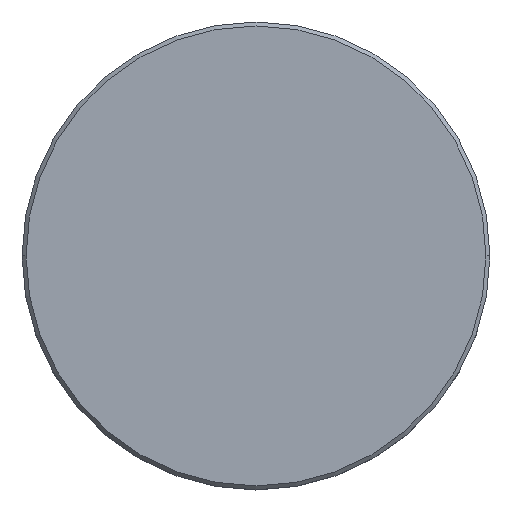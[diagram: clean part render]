
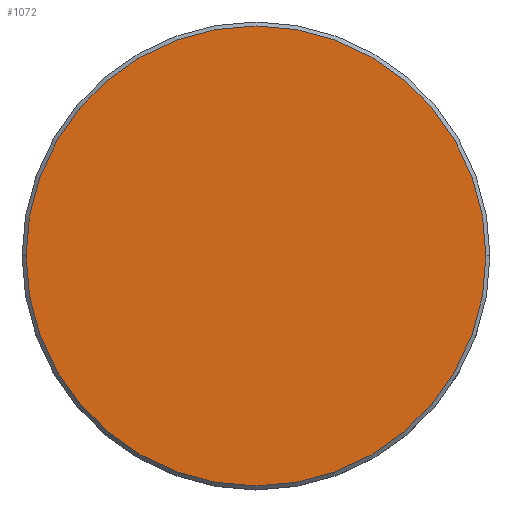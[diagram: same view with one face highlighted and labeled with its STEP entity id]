
A CAD part, top view. The second image highlights one B-rep face of the part: STEP entity #1072.
In plain terms, the highlighted planar face has unit normal (0, 0, 1).
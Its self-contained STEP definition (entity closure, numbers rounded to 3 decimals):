
#11 = DIRECTION ( 'NONE',  ( 1., 0., 0. ) ) ;
#172 = AXIS2_PLACEMENT_3D ( 'NONE', #566, #931, #478 ) ;
#181 = EDGE_CURVE ( 'NONE', #972, #281, #889, .T. ) ;
#281 = VERTEX_POINT ( 'NONE', #863 ) ;
#287 = FACE_OUTER_BOUND ( 'NONE', #557, .T. ) ;
#357 = AXIS2_PLACEMENT_3D ( 'NONE', #459, #823, #11 ) ;
#378 = CIRCLE ( 'NONE', #529, 29. ) ;
#459 = CARTESIAN_POINT ( 'NONE',  ( 0., 0., 0. ) ) ;
#478 = DIRECTION ( 'NONE',  ( 1., 0., 0. ) ) ;
#480 = CARTESIAN_POINT ( 'NONE',  ( -29., 0., 0. ) ) ;
#508 = DIRECTION ( 'NONE',  ( 0., 0., 1. ) ) ;
#529 = AXIS2_PLACEMENT_3D ( 'NONE', #1136, #508, #1026 ) ;
#557 = EDGE_LOOP ( 'NONE', ( #769, #600 ) ) ;
#566 = CARTESIAN_POINT ( 'NONE',  ( 0., 0., 0. ) ) ;
#600 = ORIENTED_EDGE ( 'NONE', *, *, #745, .T. ) ;
#656 = PLANE ( 'NONE',  #172 ) ;
#745 = EDGE_CURVE ( 'NONE', #281, #972, #378, .T. ) ;
#769 = ORIENTED_EDGE ( 'NONE', *, *, #181, .T. ) ;
#823 = DIRECTION ( 'NONE',  ( 0., 0., 1. ) ) ;
#863 = CARTESIAN_POINT ( 'NONE',  ( 29., 0., 0. ) ) ;
#889 = CIRCLE ( 'NONE', #357, 29. ) ;
#931 = DIRECTION ( 'NONE',  ( 0., 0., 1. ) ) ;
#972 = VERTEX_POINT ( 'NONE', #480 ) ;
#1026 = DIRECTION ( 'NONE',  ( 1., 0., 0. ) ) ;
#1072 = ADVANCED_FACE ( 'NONE', ( #287 ), #656, .T. ) ;
#1136 = CARTESIAN_POINT ( 'NONE',  ( 0., 0., 0. ) ) ;
